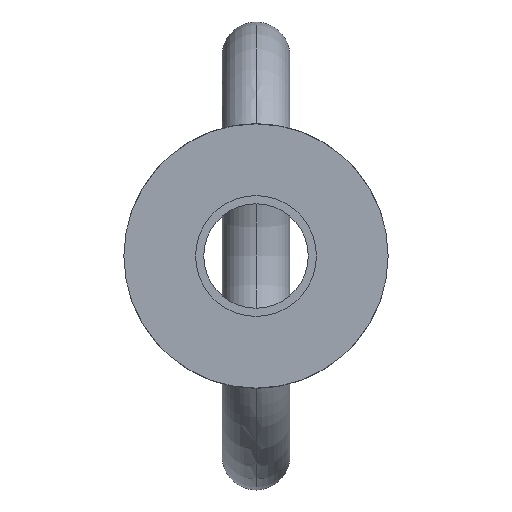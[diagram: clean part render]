
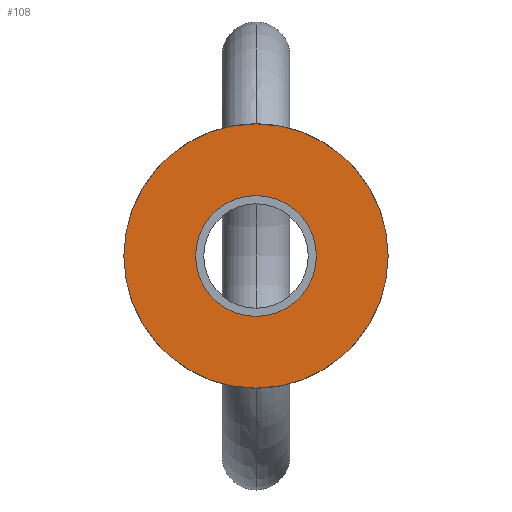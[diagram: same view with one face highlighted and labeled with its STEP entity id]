
A CAD part, front view. The second image highlights one B-rep face of the part: STEP entity #108.
In plain terms, the highlighted planar face has unit normal (0, -1, 0).
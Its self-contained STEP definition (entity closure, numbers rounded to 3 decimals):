
#108=ADVANCED_FACE('',(#153,#154),#155,.T.);
#153=FACE_OUTER_BOUND('',#207,.T.);
#154=FACE_BOUND('',#208,.T.);
#155=PLANE('',#209);
#207=EDGE_LOOP('',(#337,#338));
#208=EDGE_LOOP('',(#339,#340));
#209=AXIS2_PLACEMENT_3D('',#341,#342,#343);
#337=ORIENTED_EDGE('',*,*,#424,.F.);
#338=ORIENTED_EDGE('',*,*,#444,.F.);
#339=ORIENTED_EDGE('',*,*,#439,.T.);
#340=ORIENTED_EDGE('',*,*,#438,.T.);
#341=CARTESIAN_POINT('',(8.75,0.,0.0));
#342=DIRECTION('',(0.,-1.0,0.0));
#343=DIRECTION('',(0.0,0.0,-1.0));
#424=EDGE_CURVE('',#494,#497,#498,.T.);
#438=EDGE_CURVE('',#514,#517,#519,.T.);
#439=EDGE_CURVE('',#517,#514,#520,.T.);
#444=EDGE_CURVE('',#497,#494,#525,.T.);
#494=VERTEX_POINT('',#640);
#497=VERTEX_POINT('',#644);
#498=CIRCLE('',#645,17.5);
#514=VERTEX_POINT('',#700);
#517=VERTEX_POINT('',#704);
#519=CIRCLE('',#707,8.0);
#520=CIRCLE('',#708,8.0);
#525=CIRCLE('',#749,17.5);
#640=CARTESIAN_POINT('',(17.5,0.0,0.0));
#644=CARTESIAN_POINT('',(-17.5,0.0,0.));
#645=AXIS2_PLACEMENT_3D('',#799,#800,#801);
#700=CARTESIAN_POINT('',(8.0,0.,0.));
#704=CARTESIAN_POINT('',(-8.0,0.0,0.));
#707=AXIS2_PLACEMENT_3D('',#825,#826,#827);
#708=AXIS2_PLACEMENT_3D('',#828,#829,#830);
#749=AXIS2_PLACEMENT_3D('',#837,#838,#839);
#799=CARTESIAN_POINT('',(0.,0.0,0.0));
#800=DIRECTION('',(-0.0,1.0,0.0));
#801=DIRECTION('',(1.0,0.0,0.0));
#825=CARTESIAN_POINT('',(0.0,0.0,0.0));
#826=DIRECTION('',(0.,1.0,0.0));
#827=DIRECTION('',(1.0,0.,0.0));
#828=CARTESIAN_POINT('',(0.0,0.0,0.0));
#829=DIRECTION('',(0.,1.0,0.0));
#830=DIRECTION('',(1.0,0.,0.0));
#837=CARTESIAN_POINT('',(0.,0.0,0.0));
#838=DIRECTION('',(-0.0,1.0,0.0));
#839=DIRECTION('',(1.0,0.0,0.0));
